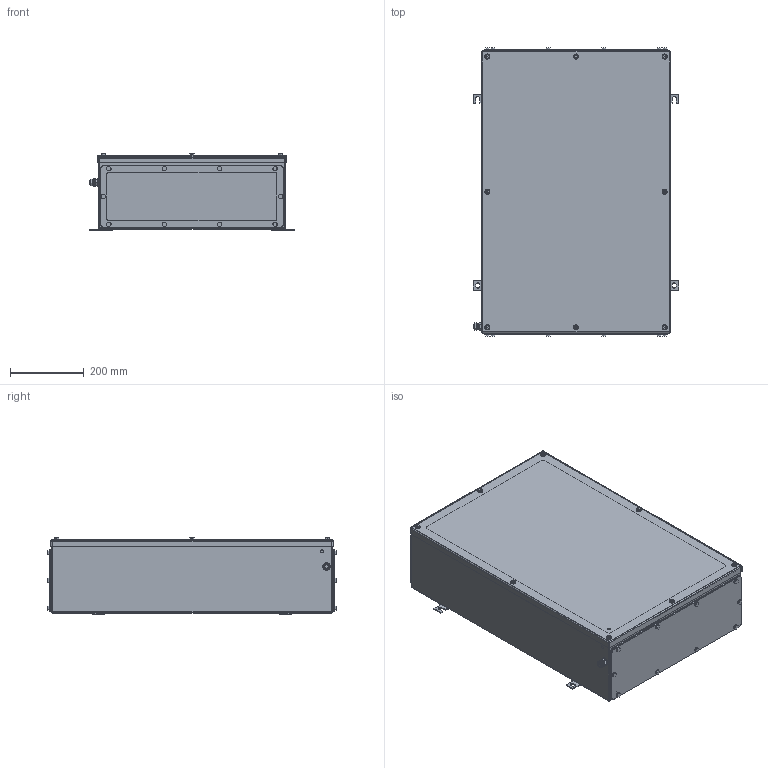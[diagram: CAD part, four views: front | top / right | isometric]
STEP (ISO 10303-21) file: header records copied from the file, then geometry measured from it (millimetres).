
FILE_DESCRIPTION(('CATIA V5 STEP Exchange','CAx-IF Rec.Pracs.--- Model Styling and Organization---1.4--- 2014-01-23'),'2;1');
FILE_NAME ('008696-4_2_1196570000_1196570000.stp','2019-09-25T09:15:16+00:00',('none'),('Weidmueller'),'CATIA Version 5-6 Release 2016 SP3 HF44','CATIA V5 STEP AP214','none');
FILE_SCHEMA(('AUTOMOTIVE_DESIGN { 1 0 10303 214 1 1 1 1 }'));
Products named in the file (1): Product6_AllCATPart
Bounding box: 559 x 784 x 208.5 mm (x, y, z)
Volume: 2764879.8 mm3; surface area: 3166227 mm2
Topology: 101 solids, 101 shells, 2157 faces, 4930 edges, 3047 vertices
Faces by surface type: cylinder 912, plane 727, cone 446, torus 56, sphere 16
Entity records: 57461 total; most frequent: CARTESIAN_POINT 12323, ORIENTED_EDGE 9680, DIRECTION 7487, EDGE_CURVE 4840, AXIS2_PLACEMENT_3D 3608, VERTEX_POINT 3047, EDGE_LOOP 2531, VECTOR 2358
